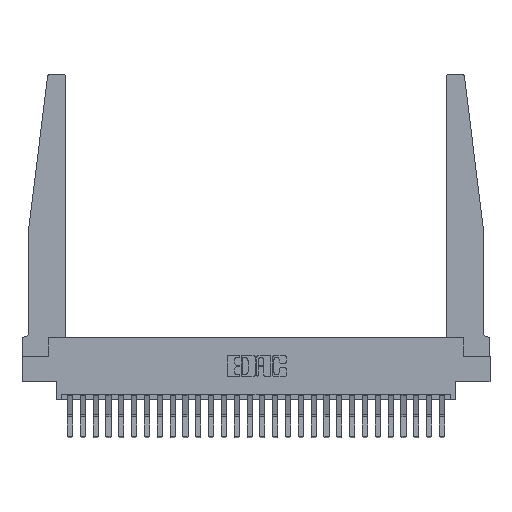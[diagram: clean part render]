
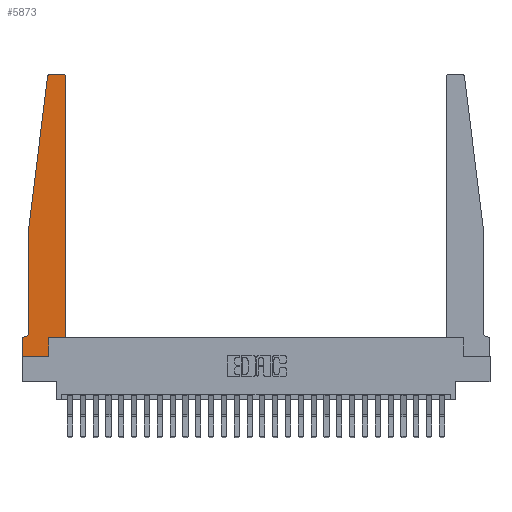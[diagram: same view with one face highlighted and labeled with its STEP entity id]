
A CAD part, top view. The second image highlights one B-rep face of the part: STEP entity #5873.
In plain terms, the highlighted planar face has unit normal (0, 0, 1).
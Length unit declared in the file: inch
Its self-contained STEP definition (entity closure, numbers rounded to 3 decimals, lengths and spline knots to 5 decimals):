
#63 = CARTESIAN_POINT ( 'NONE',  ( 0.425, 0.18, 0.37 ) ) ;
#89 = CARTESIAN_POINT ( 'NONE',  ( 0.27653, 2.75, 0.37 ) ) ;
#131 = EDGE_CURVE ( 'NONE', #9038, #13268, #8627, .T. ) ;
#206 = ORIENTED_EDGE ( 'NONE', *, *, #14247, .T. ) ;
#222 = ORIENTED_EDGE ( 'NONE', *, *, #4574, .T. ) ;
#231 = VECTOR ( 'NONE', #13375, 39.37008 ) ;
#547 = EDGE_LOOP ( 'NONE', ( #1924, #5020, #10464, #17382, #21511, #5341, #26175, #14835, #25252, #222, #1703, #206 ) ) ;
#588 = AXIS2_PLACEMENT_3D ( 'NONE', #6405, #20583, #8467 ) ;
#772 = AXIS2_PLACEMENT_3D ( 'NONE', #13464, #19473, #1295 ) ;
#1295 = DIRECTION ( 'NONE',  ( 1., 0., 0. ) ) ;
#1703 = ORIENTED_EDGE ( 'NONE', *, *, #13280, .T. ) ;
#1706 = EDGE_CURVE ( 'NONE', #23754, #4170, #7273, .T. ) ;
#1924 = ORIENTED_EDGE ( 'NONE', *, *, #16032, .T. ) ;
#2033 = EDGE_CURVE ( 'NONE', #12325, #20889, #15801, .T. ) ;
#2893 = VERTEX_POINT ( 'NONE', #8617 ) ;
#3163 = CARTESIAN_POINT ( 'NONE',  ( 0.065, 0.2375, 0.37 ) ) ;
#3650 = CARTESIAN_POINT ( 'NONE',  ( 0.425, 0.18, 0.37 ) ) ;
#3691 = LINE ( 'NONE', #9549, #14485 ) ;
#3742 = CARTESIAN_POINT ( 'NONE',  ( 0.395, 2.72, 0.37 ) ) ;
#4170 = VERTEX_POINT ( 'NONE', #16407 ) ;
#4210 = EDGE_CURVE ( 'NONE', #6166, #12325, #23458, .T. ) ;
#4574 = EDGE_CURVE ( 'NONE', #2893, #23357, #16472, .T. ) ;
#5020 = ORIENTED_EDGE ( 'NONE', *, *, #4210, .T. ) ;
#5341 = ORIENTED_EDGE ( 'NONE', *, *, #6438, .T. ) ;
#5793 = DIRECTION ( 'NONE',  ( 1., 0., 0. ) ) ;
#5841 = EDGE_CURVE ( 'NONE', #20889, #9038, #11065, .T. ) ;
#5873 = ADVANCED_FACE ( 'NONE', ( #12321 ), #11426, .T. ) ;
#5964 = DIRECTION ( 'NONE',  ( -0.122, -0.992, 0. ) ) ;
#6166 = VERTEX_POINT ( 'NONE', #89 ) ;
#6405 = CARTESIAN_POINT ( 'NONE',  ( 0.27653, 2.72, 0.37 ) ) ;
#6438 = EDGE_CURVE ( 'NONE', #13268, #23754, #3691, .T. ) ;
#6511 = CARTESIAN_POINT ( 'NONE',  ( 0.2605, 0.18, 0.37 ) ) ;
#6641 = AXIS2_PLACEMENT_3D ( 'NONE', #23231, #16354, #9403 ) ;
#7216 = LINE ( 'NONE', #6511, #13269 ) ;
#7273 = LINE ( 'NONE', #16514, #12015 ) ;
#8173 = CARTESIAN_POINT ( 'NONE',  ( 0.015, 0.1875, 0.37 ) ) ;
#8467 = DIRECTION ( 'NONE',  ( 1., 0., 0. ) ) ;
#8617 = CARTESIAN_POINT ( 'NONE',  ( 0.2605, 0.18, 0.37 ) ) ;
#8627 = CIRCLE ( 'NONE', #6641, 0.05 ) ;
#9038 = VERTEX_POINT ( 'NONE', #3163 ) ;
#9403 = DIRECTION ( 'NONE',  ( -1., 0., 0. ) ) ;
#9549 = CARTESIAN_POINT ( 'NONE',  ( 0.065, 0.1875, 0.37 ) ) ;
#10464 = ORIENTED_EDGE ( 'NONE', *, *, #2033, .T. ) ;
#10523 = LINE ( 'NONE', #21890, #25953 ) ;
#10881 = CIRCLE ( 'NONE', #15242, 0.03 ) ;
#11065 = LINE ( 'NONE', #23404, #231 ) ;
#11145 = VECTOR ( 'NONE', #25740, 39.37008 ) ;
#11266 = VERTEX_POINT ( 'NONE', #11937 ) ;
#11315 = CARTESIAN_POINT ( 'NONE',  ( 0., 0.1875, 0.37 ) ) ;
#11426 = PLANE ( 'NONE',  #772 ) ;
#11747 = CARTESIAN_POINT ( 'NONE',  ( 0.25, 2.75, 0.37 ) ) ;
#11814 = DIRECTION ( 'NONE',  ( 1., 0., 0. ) ) ;
#11937 = CARTESIAN_POINT ( 'NONE',  ( 0.2605, 0., 0.37 ) ) ;
#12008 = CARTESIAN_POINT ( 'NONE',  ( 0.065, 1.25, 0.37 ) ) ;
#12015 = VECTOR ( 'NONE', #22617, 39.37008 ) ;
#12321 = FACE_OUTER_BOUND ( 'NONE', #547, .T. ) ;
#12325 = VERTEX_POINT ( 'NONE', #23623 ) ;
#12679 = VECTOR ( 'NONE', #13775, 39.37008 ) ;
#13268 = VERTEX_POINT ( 'NONE', #8173 ) ;
#13269 = VECTOR ( 'NONE', #16596, 39.37008 ) ;
#13280 = EDGE_CURVE ( 'NONE', #23357, #22759, #21948, .T. ) ;
#13375 = DIRECTION ( 'NONE',  ( 0., -1., 0. ) ) ;
#13464 = CARTESIAN_POINT ( 'NONE',  ( 0., 0.1875, 0.37 ) ) ;
#13691 = CARTESIAN_POINT ( 'NONE',  ( 0.425, 0.18, 0.37 ) ) ;
#13775 = DIRECTION ( 'NONE',  ( -1., 0., 0. ) ) ;
#14247 = EDGE_CURVE ( 'NONE', #22759, #17261, #10881, .T. ) ;
#14485 = VECTOR ( 'NONE', #25657, 39.37008 ) ;
#14835 = ORIENTED_EDGE ( 'NONE', *, *, #14967, .T. ) ;
#14967 = EDGE_CURVE ( 'NONE', #4170, #11266, #10523, .T. ) ;
#15242 = AXIS2_PLACEMENT_3D ( 'NONE', #3742, #17929, #5793 ) ;
#15801 = LINE ( 'NONE', #12008, #25871 ) ;
#16032 = EDGE_CURVE ( 'NONE', #17261, #6166, #18036, .T. ) ;
#16203 = DIRECTION ( 'NONE',  ( 0., 1., 0. ) ) ;
#16354 = DIRECTION ( 'NONE',  ( 0., 0., -1. ) ) ;
#16407 = CARTESIAN_POINT ( 'NONE',  ( 0., 0., 0.37 ) ) ;
#16472 = LINE ( 'NONE', #13691, #11145 ) ;
#16514 = CARTESIAN_POINT ( 'NONE',  ( 0., 0., 0.37 ) ) ;
#16596 = DIRECTION ( 'NONE',  ( 0., 1., 0. ) ) ;
#17194 = VECTOR ( 'NONE', #16203, 39.37008 ) ;
#17261 = VERTEX_POINT ( 'NONE', #17604 ) ;
#17382 = ORIENTED_EDGE ( 'NONE', *, *, #5841, .T. ) ;
#17604 = CARTESIAN_POINT ( 'NONE',  ( 0.395, 2.75, 0.37 ) ) ;
#17929 = DIRECTION ( 'NONE',  ( 0., 0., 1. ) ) ;
#18036 = LINE ( 'NONE', #11747, #12679 ) ;
#19473 = DIRECTION ( 'NONE',  ( 0., 0., 1. ) ) ;
#20583 = DIRECTION ( 'NONE',  ( 0., 0., 1. ) ) ;
#20687 = CARTESIAN_POINT ( 'NONE',  ( 0.065, 1.25, 0.37 ) ) ;
#20889 = VERTEX_POINT ( 'NONE', #20687 ) ;
#21511 = ORIENTED_EDGE ( 'NONE', *, *, #131, .T. ) ;
#21890 = CARTESIAN_POINT ( 'NONE',  ( 0., 0., 0.37 ) ) ;
#21948 = LINE ( 'NONE', #63, #17194 ) ;
#22617 = DIRECTION ( 'NONE',  ( 0., -1., 0. ) ) ;
#22759 = VERTEX_POINT ( 'NONE', #26201 ) ;
#23231 = CARTESIAN_POINT ( 'NONE',  ( 0.015, 0.2375, 0.37 ) ) ;
#23357 = VERTEX_POINT ( 'NONE', #3650 ) ;
#23404 = CARTESIAN_POINT ( 'NONE',  ( 0.065, 1.25, 0.37 ) ) ;
#23458 = CIRCLE ( 'NONE', #588, 0.03 ) ;
#23623 = CARTESIAN_POINT ( 'NONE',  ( 0.24675, 2.72367, 0.37 ) ) ;
#23754 = VERTEX_POINT ( 'NONE', #11315 ) ;
#24400 = EDGE_CURVE ( 'NONE', #11266, #2893, #7216, .T. ) ;
#25252 = ORIENTED_EDGE ( 'NONE', *, *, #24400, .T. ) ;
#25657 = DIRECTION ( 'NONE',  ( -1., 0., 0. ) ) ;
#25740 = DIRECTION ( 'NONE',  ( 1., 0., 0. ) ) ;
#25871 = VECTOR ( 'NONE', #5964, 39.37008 ) ;
#25953 = VECTOR ( 'NONE', #11814, 39.37008 ) ;
#26175 = ORIENTED_EDGE ( 'NONE', *, *, #1706, .T. ) ;
#26201 = CARTESIAN_POINT ( 'NONE',  ( 0.425, 2.72, 0.37 ) ) ;
